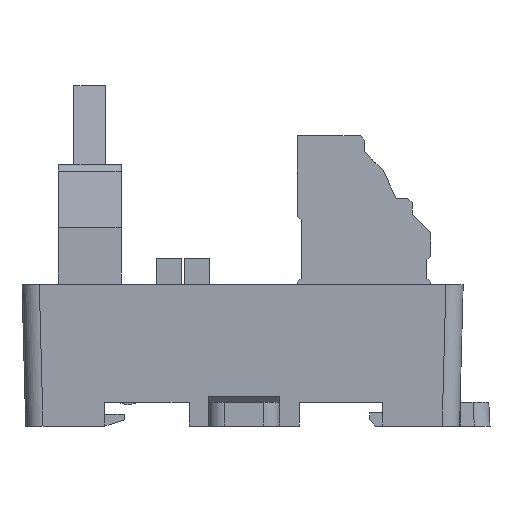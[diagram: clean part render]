
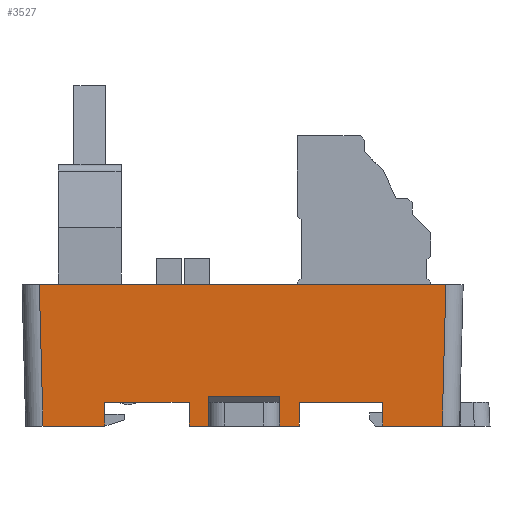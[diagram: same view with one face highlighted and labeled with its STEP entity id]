
A CAD part, left-side view. The second image highlights one B-rep face of the part: STEP entity #3527.
In plain terms, the highlighted planar face has unit normal (-1, 0, -0.026).
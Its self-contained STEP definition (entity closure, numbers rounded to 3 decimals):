
#2661=FACE_OUTER_BOUND('',#5660,.T.);
#3527=ADVANCED_FACE('',(#2661),#4429,.T.);
#4429=PLANE('',#18851);
#5660=EDGE_LOOP('',(#7306,#7307,#7308,#7309,#7310,#7311,#7312,#7313,#7314,
#7315,#7316,#7317,#7318,#7319,#7320,#7321));
#7306=ORIENTED_EDGE('',*,*,#13174,.T.);
#7307=ORIENTED_EDGE('',*,*,#13175,.T.);
#7308=ORIENTED_EDGE('',*,*,#13141,.T.);
#7309=ORIENTED_EDGE('',*,*,#13096,.F.);
#7310=ORIENTED_EDGE('',*,*,#13176,.F.);
#7311=ORIENTED_EDGE('',*,*,#13177,.F.);
#7312=ORIENTED_EDGE('',*,*,#13178,.F.);
#7313=ORIENTED_EDGE('',*,*,#13128,.T.);
#7314=ORIENTED_EDGE('',*,*,#13179,.F.);
#7315=ORIENTED_EDGE('',*,*,#13137,.T.);
#7316=ORIENTED_EDGE('',*,*,#13180,.F.);
#7317=ORIENTED_EDGE('',*,*,#13181,.T.);
#7318=ORIENTED_EDGE('',*,*,#13182,.F.);
#7319=ORIENTED_EDGE('',*,*,#13183,.T.);
#7320=ORIENTED_EDGE('',*,*,#13160,.T.);
#7321=ORIENTED_EDGE('',*,*,#13184,.T.);
#11518=VERTEX_POINT('',#25057);
#11519=VERTEX_POINT('',#25059);
#11550=VERTEX_POINT('',#25124);
#11551=VERTEX_POINT('',#25126);
#11559=VERTEX_POINT('',#25143);
#11560=VERTEX_POINT('',#25145);
#11562=VERTEX_POINT('',#25153);
#11577=VERTEX_POINT('',#25187);
#11578=VERTEX_POINT('',#25189);
#11588=VERTEX_POINT('',#25215);
#11589=VERTEX_POINT('',#25216);
#11590=VERTEX_POINT('',#25219);
#11591=VERTEX_POINT('',#25221);
#11592=VERTEX_POINT('',#25225);
#11593=VERTEX_POINT('',#25227);
#11594=VERTEX_POINT('',#25229);
#13096=EDGE_CURVE('',#11518,#11519,#15291,.T.);
#13128=EDGE_CURVE('',#11551,#11550,#15323,.T.);
#13137=EDGE_CURVE('',#11560,#11559,#15332,.T.);
#13141=EDGE_CURVE('',#11562,#11519,#15336,.T.);
#13160=EDGE_CURVE('',#11578,#11577,#15352,.T.);
#13174=EDGE_CURVE('',#11588,#11589,#15366,.T.);
#13175=EDGE_CURVE('',#11589,#11562,#15367,.T.);
#13176=EDGE_CURVE('',#11590,#11518,#15368,.T.);
#13177=EDGE_CURVE('',#11591,#11590,#15369,.T.);
#13178=EDGE_CURVE('',#11551,#11591,#15370,.T.);
#13179=EDGE_CURVE('',#11560,#11550,#15371,.T.);
#13180=EDGE_CURVE('',#11592,#11559,#15372,.T.);
#13181=EDGE_CURVE('',#11592,#11593,#15373,.T.);
#13182=EDGE_CURVE('',#11594,#11593,#15374,.T.);
#13183=EDGE_CURVE('',#11594,#11578,#15375,.T.);
#13184=EDGE_CURVE('',#11577,#11588,#15376,.T.);
#15291=LINE('',#25058,#17200);
#15323=LINE('',#25125,#17232);
#15332=LINE('',#25144,#17241);
#15336=LINE('',#25152,#17245);
#15352=LINE('',#25188,#17261);
#15366=LINE('',#25214,#17275);
#15367=LINE('',#25217,#17276);
#15368=LINE('',#25218,#17277);
#15369=LINE('',#25220,#17278);
#15370=LINE('',#25222,#17279);
#15371=LINE('',#25223,#17280);
#15372=LINE('',#25224,#17281);
#15373=LINE('',#25226,#17282);
#15374=LINE('',#25228,#17283);
#15375=LINE('',#25230,#17284);
#15376=LINE('',#25231,#17285);
#17200=VECTOR('',#20376,1.);
#17232=VECTOR('',#20414,1.);
#17241=VECTOR('',#20425,1.);
#17245=VECTOR('',#20433,1.);
#17261=VECTOR('',#20457,1.);
#17275=VECTOR('',#20475,1.);
#17276=VECTOR('',#20476,1.);
#17277=VECTOR('',#20477,1.);
#17278=VECTOR('',#20478,1.);
#17279=VECTOR('',#20479,1.);
#17280=VECTOR('',#20480,1.);
#17281=VECTOR('',#20481,1.);
#17282=VECTOR('',#20482,1.);
#17283=VECTOR('',#20483,1.);
#17284=VECTOR('',#20484,1.);
#17285=VECTOR('',#20485,1.);
#18851=AXIS2_PLACEMENT_3D('',#25232,#20486,#20487);
#20376=DIRECTION('',(0.026,0.,-1.));
#20414=DIRECTION('',(-0.026,0.,1.));
#20425=DIRECTION('',(0.026,0.,-1.));
#20433=DIRECTION('',(0.,-1.,0.));
#20457=DIRECTION('',(0.,-1.,0.));
#20475=DIRECTION('',(0.,1.,0.));
#20476=DIRECTION('',(0.026,-0.026,-0.999));
#20477=DIRECTION('',(0.,1.,0.));
#20478=DIRECTION('',(-0.026,0.,1.));
#20479=DIRECTION('',(0.,1.,0.));
#20480=DIRECTION('',(0.,1.,0.));
#20481=DIRECTION('',(0.,1.,0.));
#20482=DIRECTION('',(-0.026,0.,1.));
#20483=DIRECTION('',(0.,1.,0.));
#20484=DIRECTION('',(0.026,0.,-1.));
#20485=DIRECTION('',(-0.026,-0.026,0.999));
#20486=DIRECTION('',(-1.,0.,-0.026));
#20487=DIRECTION('',(0.026,0.,-1.));
#25057=CARTESIAN_POINT('',(-46.007,45.6,-15.));
#25058=CARTESIAN_POINT('',(-45.994,45.6,-15.49));
#25059=CARTESIAN_POINT('',(-45.929,45.6,-18.));
#25124=CARTESIAN_POINT('',(-46.026,32.4,-14.274));
#25125=CARTESIAN_POINT('',(-46.4,32.4,-0.003));
#25126=CARTESIAN_POINT('',(-45.929,32.4,-18.));
#25143=CARTESIAN_POINT('',(-45.929,23.3,-18.));
#25144=CARTESIAN_POINT('',(-46.4,23.3,-0.003));
#25145=CARTESIAN_POINT('',(-46.026,23.3,-14.274));
#25152=CARTESIAN_POINT('',(-45.929,28.35,-18.));
#25153=CARTESIAN_POINT('',(-45.929,53.429,-18.));
#25187=CARTESIAN_POINT('',(-45.929,2.671,-18.));
#25188=CARTESIAN_POINT('',(-45.929,27.85,-18.));
#25189=CARTESIAN_POINT('',(-45.929,10.2,-18.));
#25214=CARTESIAN_POINT('',(-46.4,28.35,0.));
#25215=CARTESIAN_POINT('',(-46.4,2.199,0.));
#25216=CARTESIAN_POINT('',(-46.4,53.901,0.));
#25217=CARTESIAN_POINT('',(-46.383,53.884,-0.66));
#25218=CARTESIAN_POINT('',(-46.007,27.85,-15.));
#25219=CARTESIAN_POINT('',(-46.007,34.85,-15.));
#25220=CARTESIAN_POINT('',(-46.4,34.85,-0.003));
#25221=CARTESIAN_POINT('',(-45.929,34.85,-18.));
#25222=CARTESIAN_POINT('',(-45.929,27.85,-18.));
#25223=CARTESIAN_POINT('',(-46.026,237.295,-14.274));
#25224=CARTESIAN_POINT('',(-45.929,27.85,-18.));
#25225=CARTESIAN_POINT('',(-45.929,20.85,-18.));
#25226=CARTESIAN_POINT('',(-45.917,20.85,-18.461));
#25227=CARTESIAN_POINT('',(-46.007,20.85,-15.));
#25228=CARTESIAN_POINT('',(-46.007,27.85,-15.));
#25229=CARTESIAN_POINT('',(-46.007,10.2,-15.));
#25230=CARTESIAN_POINT('',(-46.4,10.2,-0.003));
#25231=CARTESIAN_POINT('',(-46.383,2.217,-0.66));
#25232=CARTESIAN_POINT('',(-46.4,28.35,-0.003));
